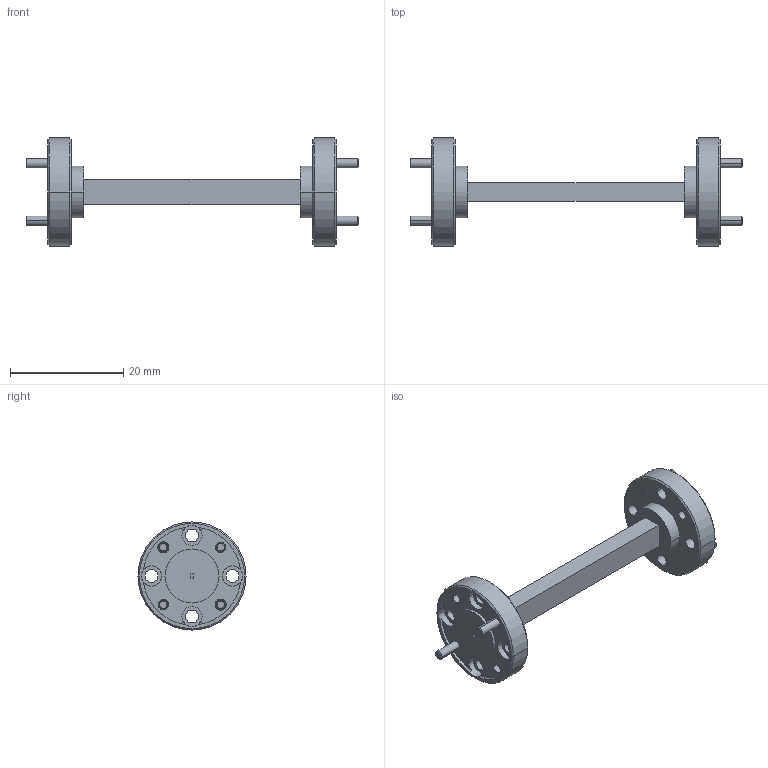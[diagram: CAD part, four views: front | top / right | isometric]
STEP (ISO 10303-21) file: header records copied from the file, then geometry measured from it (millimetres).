
FILE_DESCRIPTION (( 'STEP AP214' ), '1' );
FILE_NAME ('WG-F03-A-L, 2 inch, Defeatured.STEP', '2024-04-08T19:47:44', ( '' ), ( '' ), 'SwSTEP 2.0', 'SolidWorks 2021', '' );
FILE_SCHEMA (( 'AUTOMOTIVE_DESIGN' ));
Length unit declared in the file: inch
Products named in the file (1): WG-F03-A-L, 2 inch, Defeatured
Bounding box: 58.55 x 19.05 x 19.05 mm (x, y, z)
Volume: 2857 mm3; surface area: 2829.7 mm2
Topology: 5 solids, 5 shells, 156 faces, 384 edges, 248 vertices
Faces by surface type: cylinder 76, cone 40, plane 40
Entity records: 6850 total; most frequent: DIRECTION 922, CARTESIAN_POINT 789, ORIENTED_EDGE 768, EDGE_CURVE 384, AXIS2_PLACEMENT_3D 381, VERTEX_POINT 248, CIRCLE 224, EDGE_LOOP 198
